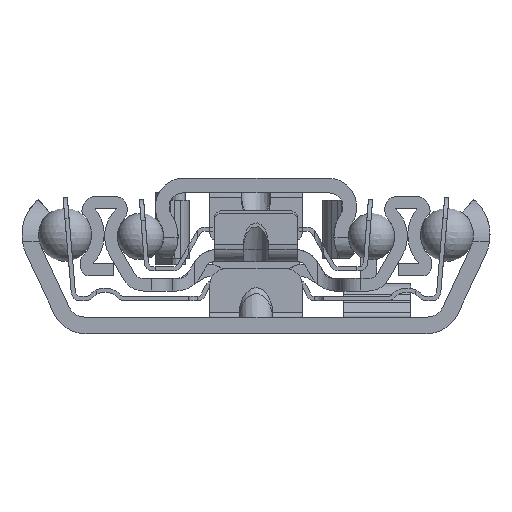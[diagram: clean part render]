
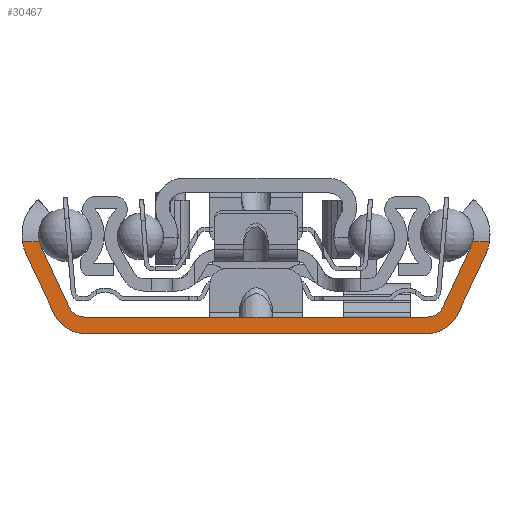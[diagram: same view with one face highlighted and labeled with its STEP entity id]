
A CAD part, left-side view. The second image highlights one B-rep face of the part: STEP entity #30467.
In plain terms, the highlighted planar face has unit normal (-1, 0, 0).
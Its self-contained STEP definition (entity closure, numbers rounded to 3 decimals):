
#529=PLANE('',#32566);
#1715=FACE_OUTER_BOUND('',#3317,.T.);
#3317=EDGE_LOOP('',(#21202,#21203,#21204,#21205,#21206,#21207,#21208,#21209,
#21210,#21211,#21212,#21213,#21214,#21215,#21216,#21217));
#4891=LINE('',#45007,#7787);
#5037=LINE('',#45468,#7933);
#5145=LINE('',#46771,#8041);
#5146=LINE('',#46786,#8042);
#5150=LINE('',#46797,#8046);
#5152=LINE('',#46804,#8048);
#5155=LINE('',#46813,#8051);
#5157=LINE('',#46820,#8053);
#7787=VECTOR('',#35524,10.);
#7933=VECTOR('',#35958,10.);
#8041=VECTOR('',#36436,10.);
#8042=VECTOR('',#36441,10.);
#8046=VECTOR('',#36457,10.);
#8048=VECTOR('',#36465,10.);
#8051=VECTOR('',#36478,10.);
#8053=VECTOR('',#36486,10.);
#10815=CIRCLE('',#32532,5.475);
#10824=CIRCLE('',#32543,3.5);
#10825=CIRCLE('',#32551,4.25);
#10826=CIRCLE('',#32554,3.5);
#10827=CIRCLE('',#32557,2.);
#10828=CIRCLE('',#32559,2.);
#10829=CIRCLE('',#32562,5.475);
#10830=CIRCLE('',#32565,4.25);
#12259=VERTEX_POINT('',#45005);
#12260=VERTEX_POINT('',#45006);
#12430=VERTEX_POINT('',#45466);
#12431=VERTEX_POINT('',#45467);
#12576=VERTEX_POINT('',#46702);
#12577=VERTEX_POINT('',#46715);
#12587=VERTEX_POINT('',#46742);
#12588=VERTEX_POINT('',#46753);
#12589=VERTEX_POINT('',#46757);
#12591=VERTEX_POINT('',#46774);
#12593=VERTEX_POINT('',#46793);
#12594=VERTEX_POINT('',#46799);
#12595=VERTEX_POINT('',#46803);
#12596=VERTEX_POINT('',#46809);
#12597=VERTEX_POINT('',#46815);
#12598=VERTEX_POINT('',#46819);
#15408=EDGE_CURVE('',#12259,#12260,#4891,.T.);
#15640=EDGE_CURVE('',#12430,#12431,#5037,.T.);
#15890=EDGE_CURVE('',#12576,#12577,#10815,.T.);
#15906=EDGE_CURVE('',#12587,#12588,#10824,.T.);
#15909=EDGE_CURVE('',#12589,#12587,#5145,.T.);
#15912=EDGE_CURVE('',#12591,#12576,#5146,.T.);
#15916=EDGE_CURVE('',#12593,#12430,#10825,.T.);
#15918=EDGE_CURVE('',#12577,#12593,#5150,.T.);
#15920=EDGE_CURVE('',#12594,#12591,#10826,.T.);
#15921=EDGE_CURVE('',#12595,#12594,#5152,.T.);
#15923=EDGE_CURVE('',#12260,#12595,#10827,.T.);
#15924=EDGE_CURVE('',#12596,#12259,#10828,.T.);
#15926=EDGE_CURVE('',#12588,#12596,#5155,.T.);
#15928=EDGE_CURVE('',#12597,#12589,#10829,.T.);
#15929=EDGE_CURVE('',#12598,#12597,#5157,.T.);
#15931=EDGE_CURVE('',#12431,#12598,#10830,.T.);
#21202=ORIENTED_EDGE('',*,*,#15912,.F.);
#21203=ORIENTED_EDGE('',*,*,#15920,.F.);
#21204=ORIENTED_EDGE('',*,*,#15921,.F.);
#21205=ORIENTED_EDGE('',*,*,#15923,.F.);
#21206=ORIENTED_EDGE('',*,*,#15408,.F.);
#21207=ORIENTED_EDGE('',*,*,#15924,.F.);
#21208=ORIENTED_EDGE('',*,*,#15926,.F.);
#21209=ORIENTED_EDGE('',*,*,#15906,.F.);
#21210=ORIENTED_EDGE('',*,*,#15909,.F.);
#21211=ORIENTED_EDGE('',*,*,#15928,.F.);
#21212=ORIENTED_EDGE('',*,*,#15929,.F.);
#21213=ORIENTED_EDGE('',*,*,#15931,.F.);
#21214=ORIENTED_EDGE('',*,*,#15640,.F.);
#21215=ORIENTED_EDGE('',*,*,#15916,.F.);
#21216=ORIENTED_EDGE('',*,*,#15918,.F.);
#21217=ORIENTED_EDGE('',*,*,#15890,.F.);
#30467=ADVANCED_FACE('',(#1715),#529,.F.);
#32532=AXIS2_PLACEMENT_3D('',#46716,#36403,#36404);
#32543=AXIS2_PLACEMENT_3D('',#46754,#36431,#36432);
#32551=AXIS2_PLACEMENT_3D('',#46794,#36452,#36453);
#32554=AXIS2_PLACEMENT_3D('',#46801,#36461,#36462);
#32557=AXIS2_PLACEMENT_3D('',#46807,#36469,#36470);
#32559=AXIS2_PLACEMENT_3D('',#46810,#36473,#36474);
#32562=AXIS2_PLACEMENT_3D('',#46817,#36482,#36483);
#32565=AXIS2_PLACEMENT_3D('',#46823,#36490,#36491);
#32566=AXIS2_PLACEMENT_3D('',#46824,#36492,#36493);
#35524=DIRECTION('',(0.,-1.,0.));
#35958=DIRECTION('',(0.,1.,0.));
#36403=DIRECTION('center_axis',(1.,0.,0.));
#36404=DIRECTION('ref_axis',(0.,-0.641,0.767));
#36431=DIRECTION('center_axis',(-1.,0.,0.));
#36432=DIRECTION('ref_axis',(0.,-0.906,0.423));
#36436=DIRECTION('',(0.,-1.,0.));
#36441=DIRECTION('',(0.,-1.,0.));
#36452=DIRECTION('center_axis',(1.,0.,0.));
#36453=DIRECTION('ref_axis',(0.,-0.906,-0.423));
#36457=DIRECTION('',(0.,0.423,-0.906));
#36461=DIRECTION('center_axis',(-1.,0.,0.));
#36462=DIRECTION('ref_axis',(0.,0.636,-0.772));
#36465=DIRECTION('',(0.,-0.423,0.906));
#36469=DIRECTION('center_axis',(-1.,0.,0.));
#36470=DIRECTION('ref_axis',(0.,0.906,0.423));
#36473=DIRECTION('center_axis',(-1.,0.,0.));
#36474=DIRECTION('ref_axis',(0.,0.,1.));
#36478=DIRECTION('',(0.,-0.423,-0.906));
#36482=DIRECTION('center_axis',(1.,0.,0.));
#36483=DIRECTION('ref_axis',(0.,0.906,-0.423));
#36486=DIRECTION('',(0.,0.423,0.906));
#36490=DIRECTION('center_axis',(1.,0.,0.));
#36491=DIRECTION('ref_axis',(0.,0.,-1.));
#36492=DIRECTION('center_axis',(1.,0.,0.));
#36493=DIRECTION('ref_axis',(0.,0.,-1.));
#45005=CARTESIAN_POINT('',(0.,20.443,2.));
#45006=CARTESIAN_POINT('',(0.,-20.443,2.));
#45007=CARTESIAN_POINT('',(0.,20.443,2.));
#45466=CARTESIAN_POINT('',(0.,-20.256,0.));
#45467=CARTESIAN_POINT('',(0.,20.256,0.));
#45468=CARTESIAN_POINT('',(0.,0.,0.));
#46702=CARTESIAN_POINT('',(0.,-27.841,11.));
#46715=CARTESIAN_POINT('',(0.,-27.387,9.486));
#46716=CARTESIAN_POINT('Origin',(0.,-22.425,11.8));
#46742=CARTESIAN_POINT('',(0.,25.832,11.));
#46753=CARTESIAN_POINT('',(0.,25.597,10.321));
#46754=CARTESIAN_POINT('Origin',(0.,22.425,11.8));
#46757=CARTESIAN_POINT('',(0.,27.841,11.));
#46771=CARTESIAN_POINT('',(0.,0.,11.));
#46774=CARTESIAN_POINT('',(0.,-25.832,11.));
#46786=CARTESIAN_POINT('',(0.,0.,11.));
#46793=CARTESIAN_POINT('',(0.,-24.108,2.454));
#46794=CARTESIAN_POINT('Origin',(0.,-20.256,4.25));
#46797=CARTESIAN_POINT('',(0.,-27.387,9.486));
#46799=CARTESIAN_POINT('',(0.,-25.597,10.321));
#46801=CARTESIAN_POINT('Origin',(0.,-22.425,11.8));
#46803=CARTESIAN_POINT('',(0.,-22.255,3.155));
#46804=CARTESIAN_POINT('',(0.,-22.255,3.155));
#46807=CARTESIAN_POINT('Origin',(0.,-20.443,4.));
#46809=CARTESIAN_POINT('',(0.,22.255,3.155));
#46810=CARTESIAN_POINT('Origin',(0.,20.443,4.));
#46813=CARTESIAN_POINT('',(0.,25.597,10.321));
#46815=CARTESIAN_POINT('',(0.,27.387,9.486));
#46817=CARTESIAN_POINT('Origin',(0.,22.425,11.8));
#46819=CARTESIAN_POINT('',(0.,24.108,2.454));
#46820=CARTESIAN_POINT('',(0.,24.108,2.454));
#46823=CARTESIAN_POINT('Origin',(0.,20.256,4.25));
#46824=CARTESIAN_POINT('Origin',(0.,0.,4.008));
